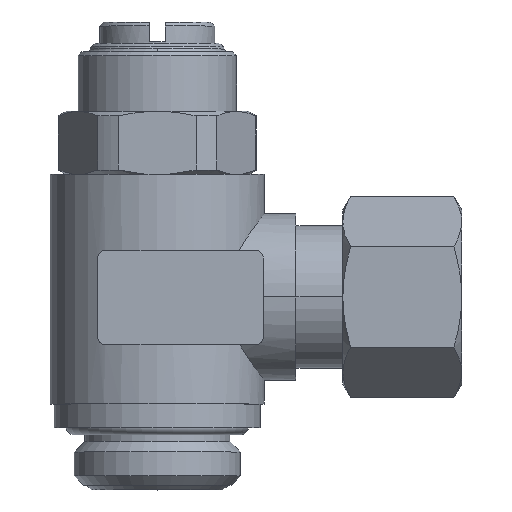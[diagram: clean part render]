
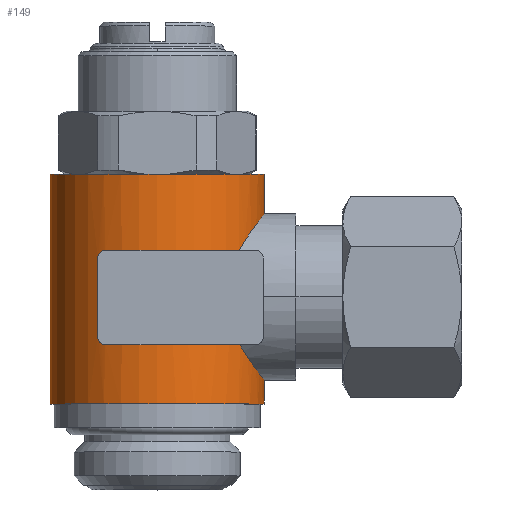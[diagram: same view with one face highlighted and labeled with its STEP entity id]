
A CAD part, top view. The second image highlights one B-rep face of the part: STEP entity #149.
In plain terms, the highlighted cylindrical face has radius 13.5 mm (diameter 27 mm), a partial arc.
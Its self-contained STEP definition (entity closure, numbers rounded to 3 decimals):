
#149=ADVANCED_FACE('',(#397),#398,.T.);
#397=FACE_OUTER_BOUND('',#686,.T.);
#398=CYLINDRICAL_SURFACE('',#687,13.5);
#686=EDGE_LOOP('',(#1562,#1563,#1564,#1565,#1566,#1567,#1568,#1569,#1570,#1571,#1572,#1573,#1574,#1575));
#687=AXIS2_PLACEMENT_3D('',#1576,#1577,#1578);
#1562=ORIENTED_EDGE('',*,*,#1886,.T.);
#1563=ORIENTED_EDGE('',*,*,#2108,.T.);
#1564=ORIENTED_EDGE('',*,*,#2129,.F.);
#1565=ORIENTED_EDGE('',*,*,#2130,.F.);
#1566=ORIENTED_EDGE('',*,*,#2131,.F.);
#1567=ORIENTED_EDGE('',*,*,#2132,.F.);
#1568=ORIENTED_EDGE('',*,*,#2133,.F.);
#1569=ORIENTED_EDGE('',*,*,#2134,.F.);
#1570=ORIENTED_EDGE('',*,*,#2120,.F.);
#1571=ORIENTED_EDGE('',*,*,#1908,.T.);
#1572=ORIENTED_EDGE('',*,*,#1890,.T.);
#1573=ORIENTED_EDGE('',*,*,#2135,.F.);
#1574=ORIENTED_EDGE('',*,*,#1888,.T.);
#1575=ORIENTED_EDGE('',*,*,#2136,.F.);
#1576=CARTESIAN_POINT('',(0.0,25.326,0.0));
#1577=DIRECTION('',(-0.0,1.0,0.0));
#1578=DIRECTION('',(1.0,0.0,0.0));
#1886=EDGE_CURVE('',#2257,#2258,#2259,.T.);
#1888=EDGE_CURVE('',#2262,#2260,#2263,.T.);
#1890=EDGE_CURVE('',#2266,#2264,#2267,.T.);
#1908=EDGE_CURVE('',#2301,#2266,#2302,.T.);
#2108=EDGE_CURVE('',#2258,#2621,#2623,.T.);
#2120=EDGE_CURVE('',#2301,#2641,#2642,.T.);
#2129=EDGE_CURVE('',#2653,#2621,#2655,.T.);
#2130=EDGE_CURVE('',#2656,#2653,#2657,.T.);
#2131=EDGE_CURVE('',#2658,#2656,#2659,.T.);
#2132=EDGE_CURVE('',#2660,#2658,#2661,.T.);
#2133=EDGE_CURVE('',#2662,#2660,#2663,.T.);
#2134=EDGE_CURVE('',#2641,#2662,#2664,.T.);
#2135=EDGE_CURVE('',#2262,#2264,#2665,.T.);
#2136=EDGE_CURVE('',#2257,#2260,#2666,.T.);
#2257=VERTEX_POINT('',#2826);
#2258=VERTEX_POINT('',#2827);
#2259=LINE('',#2828,#2829);
#2260=VERTEX_POINT('',#2830);
#2262=VERTEX_POINT('',#2832);
#2263=LINE('',#2833,#2834);
#2264=VERTEX_POINT('',#2835);
#2266=VERTEX_POINT('',#2837);
#2267=LINE('',#2838,#2839);
#2301=VERTEX_POINT('',#2942);
#2302=B_SPLINE_CURVE_WITH_KNOTS('',3,(#2943,#2944,#2945,#2946,#2947,#2948,#2949,#2950,#2951,#2952,#2953,#2954,#2955,#2956),.UNSPECIFIED.,.F.,.F.,(4,2,2,2,2,2,4),(40.069,40.117,42.252,44.331,46.41,48.489,50.568),.UNSPECIFIED.);
#2621=VERTEX_POINT('',#4075);
#2623=B_SPLINE_CURVE_WITH_KNOTS('',3,(#4078,#4079,#4080,#4081,#4082,#4083,#4084,#4085,#4086,#4087,#4088,#4089),.UNSPECIFIED.,.F.,.F.,(4,2,2,2,2,4),(16.856,18.935,21.014,23.093,25.173,27.154),.UNSPECIFIED.);
#2641=VERTEX_POINT('',#4126);
#2642=CIRCLE('',#4127,13.5);
#2653=VERTEX_POINT('',#4144);
#2655=CIRCLE('',#4147,13.5);
#2656=VERTEX_POINT('',#4148);
#2657=CIRCLE('',#4149,13.5);
#2658=VERTEX_POINT('',#4150);
#2659=B_SPLINE_CURVE_WITH_KNOTS('',3,(#4151,#4152,#4153,#4154,#4155,#4156,#4157,#4158,#4159,#4160,#4161,#4162,#4163,#4164),.UNSPECIFIED.,.F.,.F.,(4,2,2,2,2,2,4),(2.832,3.204,3.593,3.981,4.403,4.824,5.234),.UNSPECIFIED.);
#2660=VERTEX_POINT('',#4165);
#2661=LINE('',#4166,#4167);
#2662=VERTEX_POINT('',#4168);
#2663=B_SPLINE_CURVE_WITH_KNOTS('',3,(#4169,#4170,#4171,#4172,#4173,#4174,#4175,#4176,#4177,#4178,#4179,#4180,#4181,#4182,#4183),.UNSPECIFIED.,.F.,.F.,(4,2,2,2,2,3,4),(-2.042,-1.62,-1.182,-0.744,-0.372,0.0,0.372),.UNSPECIFIED.);
#2664=CIRCLE('',#4184,13.5);
#2665=CIRCLE('',#4185,13.5);
#2666=CIRCLE('',#4186,13.5);
#2826=CARTESIAN_POINT('',(13.5,10.826,0.0));
#2827=CARTESIAN_POINT('',(13.5,13.826,0.));
#2828=CARTESIAN_POINT('',(13.5,25.326,0.));
#2829=VECTOR('',#4338,1.0);
#2830=CARTESIAN_POINT('',(-13.5,10.826,0.));
#2832=CARTESIAN_POINT('',(-13.5,39.826,0.));
#2833=CARTESIAN_POINT('',(-13.5,25.326,0.));
#2834=VECTOR('',#4342,1.0);
#2835=CARTESIAN_POINT('',(13.5,39.826,0.0));
#2837=CARTESIAN_POINT('',(13.5,34.826,0.));
#2838=CARTESIAN_POINT('',(13.5,25.326,0.));
#2839=VECTOR('',#4346,1.0);
#2942=CARTESIAN_POINT('',(10.313,30.187,8.712));
#2943=CARTESIAN_POINT('',(10.313,30.187,8.712));
#2944=CARTESIAN_POINT('',(10.32,30.2,8.703));
#2945=CARTESIAN_POINT('',(10.327,30.212,8.695));
#2946=CARTESIAN_POINT('',(10.652,30.782,8.308));
#2947=CARTESIAN_POINT('',(10.975,31.294,7.881));
#2948=CARTESIAN_POINT('',(11.568,32.195,6.98));
#2949=CARTESIAN_POINT('',(11.862,32.619,6.475));
#2950=CARTESIAN_POINT('',(12.405,33.379,5.362));
#2951=CARTESIAN_POINT('',(12.653,33.714,4.754));
#2952=CARTESIAN_POINT('',(13.065,34.262,3.467));
#2953=CARTESIAN_POINT('',(13.228,34.474,2.787));
#2954=CARTESIAN_POINT('',(13.446,34.756,1.4));
#2955=CARTESIAN_POINT('',(13.5,34.826,0.693));
#2956=CARTESIAN_POINT('',(13.5,34.826,0.));
#4075=CARTESIAN_POINT('',(10.403,18.307,8.604));
#4078=CARTESIAN_POINT('',(13.5,13.826,0.));
#4079=CARTESIAN_POINT('',(13.5,13.826,0.693));
#4080=CARTESIAN_POINT('',(13.446,13.896,1.4));
#4081=CARTESIAN_POINT('',(13.228,14.178,2.787));
#4082=CARTESIAN_POINT('',(13.065,14.39,3.467));
#4083=CARTESIAN_POINT('',(12.653,14.937,4.754));
#4084=CARTESIAN_POINT('',(12.405,15.273,5.362));
#4085=CARTESIAN_POINT('',(11.862,16.033,6.475));
#4086=CARTESIAN_POINT('',(11.568,16.457,6.98));
#4087=CARTESIAN_POINT('',(10.996,17.325,7.848));
#4088=CARTESIAN_POINT('',(10.699,17.796,8.246));
#4089=CARTESIAN_POINT('',(10.403,18.307,8.604));
#4126=CARTESIAN_POINT('',(0.0,30.187,13.5));
#4127=AXIS2_PLACEMENT_3D('',#4699,#4700,#4701);
#4144=CARTESIAN_POINT('',(0.0,18.307,13.5));
#4147=AXIS2_PLACEMENT_3D('',#4712,#4713,#4714);
#4148=CARTESIAN_POINT('',(-6.534,18.307,11.813));
#4149=AXIS2_PLACEMENT_3D('',#4715,#4716,#4717);
#4150=CARTESIAN_POINT('',(-7.524,19.297,11.209));
#4151=CARTESIAN_POINT('',(-7.451,19.669,11.257));
#4152=CARTESIAN_POINT('',(-7.499,19.551,11.226));
#4153=CARTESIAN_POINT('',(-7.524,19.421,11.209));
#4154=CARTESIAN_POINT('',(-7.524,19.167,11.209));
#4155=CARTESIAN_POINT('',(-7.497,19.032,11.227));
#4156=CARTESIAN_POINT('',(-7.394,18.789,11.295));
#4157=CARTESIAN_POINT('',(-7.318,18.681,11.345));
#4158=CARTESIAN_POINT('',(-7.143,18.507,11.456));
#4159=CARTESIAN_POINT('',(-7.031,18.431,11.525));
#4160=CARTESIAN_POINT('',(-6.788,18.331,11.67));
#4161=CARTESIAN_POINT('',(-6.657,18.307,11.745));
#4162=CARTESIAN_POINT('',(-6.414,18.307,11.88));
#4163=CARTESIAN_POINT('',(-6.284,18.33,11.949));
#4164=CARTESIAN_POINT('',(-6.162,18.38,12.012));
#4165=CARTESIAN_POINT('',(-7.524,29.197,11.209));
#4166=CARTESIAN_POINT('',(-7.524,24.247,11.209));
#4167=VECTOR('',#4718,1.0);
#4168=CARTESIAN_POINT('',(-6.534,30.187,11.813));
#4169=CARTESIAN_POINT('',(-6.152,30.111,12.017));
#4170=CARTESIAN_POINT('',(-6.277,30.163,11.953));
#4171=CARTESIAN_POINT('',(-6.411,30.187,11.882));
#4172=CARTESIAN_POINT('',(-6.662,30.187,11.743));
#4173=CARTESIAN_POINT('',(-6.798,30.161,11.665));
#4174=CARTESIAN_POINT('',(-7.048,30.054,11.515));
#4175=CARTESIAN_POINT('',(-7.164,29.973,11.443));
#4176=CARTESIAN_POINT('',(-7.333,29.792,11.335));
#4177=CARTESIAN_POINT('',(-7.404,29.687,11.289));
#4178=CARTESIAN_POINT('',(-7.499,29.451,11.226));
#4179=CARTESIAN_POINT('',(-7.524,29.321,11.209));
#4180=CARTESIAN_POINT('',(-7.524,29.197,11.209));
#4181=CARTESIAN_POINT('',(-7.524,29.073,11.209));
#4182=CARTESIAN_POINT('',(-7.499,28.943,11.226));
#4183=CARTESIAN_POINT('',(-7.451,28.825,11.257));
#4184=AXIS2_PLACEMENT_3D('',#4719,#4720,#4721);
#4185=AXIS2_PLACEMENT_3D('',#4722,#4723,#4724);
#4186=AXIS2_PLACEMENT_3D('',#4725,#4726,#4727);
#4338=DIRECTION('',(0.0,1.0,0.0));
#4342=DIRECTION('',(-0.0,-1.0,-0.0));
#4346=DIRECTION('',(0.0,1.0,0.0));
#4699=CARTESIAN_POINT('',(0.0,30.187,0.0));
#4700=DIRECTION('',(0.0,-1.0,0.0));
#4701=DIRECTION('',(1.0,0.0,0.0));
#4712=CARTESIAN_POINT('',(0.0,18.307,0.0));
#4713=DIRECTION('',(-0.0,1.0,0.0));
#4714=DIRECTION('',(1.0,0.0,0.0));
#4715=CARTESIAN_POINT('',(0.0,18.307,0.0));
#4716=DIRECTION('',(-0.0,1.0,0.0));
#4717=DIRECTION('',(1.0,0.0,0.0));
#4718=DIRECTION('',(-0.0,-1.0,-0.0));
#4719=CARTESIAN_POINT('',(0.0,30.187,0.0));
#4720=DIRECTION('',(0.0,-1.0,0.0));
#4721=DIRECTION('',(1.0,0.0,0.0));
#4722=CARTESIAN_POINT('',(0.0,39.826,0.0));
#4723=DIRECTION('',(-0.0,1.0,0.0));
#4724=DIRECTION('',(1.0,0.0,0.0));
#4725=CARTESIAN_POINT('',(0.0,10.826,0.0));
#4726=DIRECTION('',(0.0,-1.0,0.0));
#4727=DIRECTION('',(1.0,0.0,0.0));
